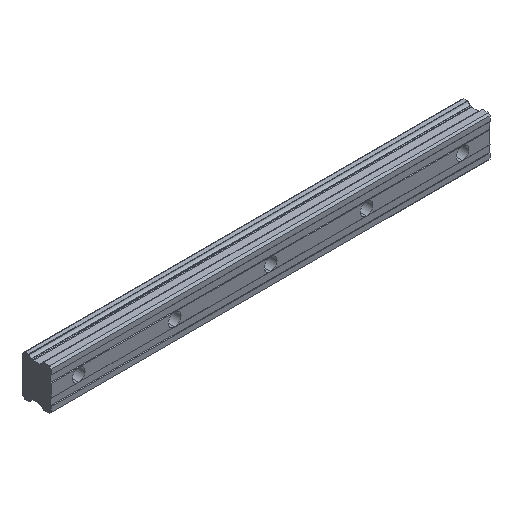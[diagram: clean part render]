
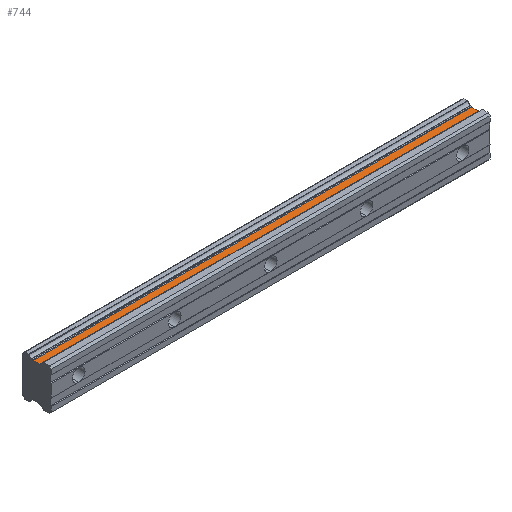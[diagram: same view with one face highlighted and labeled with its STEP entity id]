
A CAD part, isometric view. The second image highlights one B-rep face of the part: STEP entity #744.
In plain terms, the highlighted planar face has unit normal (0, 0, 1).
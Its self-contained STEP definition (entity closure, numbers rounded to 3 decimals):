
#49 = VECTOR ( 'NONE', #1271, 1000. ) ;
#102 = CARTESIAN_POINT ( 'NONE',  ( -30., 12.664, 18.75 ) ) ;
#113 = CARTESIAN_POINT ( 'NONE',  ( 450., 19.939, 18.75 ) ) ;
#234 = VERTEX_POINT ( 'NONE', #619 ) ;
#305 = CARTESIAN_POINT ( 'NONE',  ( 450., 19.939, 18.75 ) ) ;
#343 = DIRECTION ( 'NONE',  ( 1., 0., 0. ) ) ;
#518 = VERTEX_POINT ( 'NONE', #102 ) ;
#605 = DIRECTION ( 'NONE',  ( 0., -1., 0. ) ) ;
#619 = CARTESIAN_POINT ( 'NONE',  ( 450., 12.664, 18.75 ) ) ;
#703 = AXIS2_PLACEMENT_3D ( 'NONE', #305, #2361, #2144 ) ;
#707 = FACE_OUTER_BOUND ( 'NONE', #1990, .T. ) ;
#716 = EDGE_CURVE ( 'NONE', #2224, #1647, #1792, .T. ) ;
#744 = ADVANCED_FACE ( 'NONE', ( #707 ), #1608, .F. ) ;
#927 = DIRECTION ( 'NONE',  ( 0., -1., 0. ) ) ;
#1002 = LINE ( 'NONE', #2096, #1592 ) ;
#1133 = EDGE_CURVE ( 'NONE', #1647, #234, #1851, .T. ) ;
#1175 = CARTESIAN_POINT ( 'NONE',  ( 450., 19.939, 18.75 ) ) ;
#1179 = ORIENTED_EDGE ( 'NONE', *, *, #716, .F. ) ;
#1271 = DIRECTION ( 'NONE',  ( -1., 0., 0. ) ) ;
#1366 = ORIENTED_EDGE ( 'NONE', *, *, #1587, .T. ) ;
#1429 = EDGE_CURVE ( 'NONE', #234, #518, #1815, .T. ) ;
#1587 = EDGE_CURVE ( 'NONE', #2224, #518, #1002, .T. ) ;
#1592 = VECTOR ( 'NONE', #605, 1000. ) ;
#1608 = PLANE ( 'NONE',  #703 ) ;
#1617 = CARTESIAN_POINT ( 'NONE',  ( 450., 12.664, 18.75 ) ) ;
#1637 = ORIENTED_EDGE ( 'NONE', *, *, #1429, .F. ) ;
#1647 = VERTEX_POINT ( 'NONE', #1175 ) ;
#1657 = CARTESIAN_POINT ( 'NONE',  ( -30., 19.939, 18.75 ) ) ;
#1792 = LINE ( 'NONE', #113, #1856 ) ;
#1815 = LINE ( 'NONE', #1617, #49 ) ;
#1829 = VECTOR ( 'NONE', #927, 1000. ) ;
#1851 = LINE ( 'NONE', #2045, #1829 ) ;
#1856 = VECTOR ( 'NONE', #343, 1000. ) ;
#1880 = ORIENTED_EDGE ( 'NONE', *, *, #1133, .F. ) ;
#1990 = EDGE_LOOP ( 'NONE', ( #1637, #1880, #1179, #1366 ) ) ;
#2045 = CARTESIAN_POINT ( 'NONE',  ( 450., 24.422, 18.75 ) ) ;
#2096 = CARTESIAN_POINT ( 'NONE',  ( -30., 24.422, 18.75 ) ) ;
#2144 = DIRECTION ( 'NONE',  ( 0., 1., 0. ) ) ;
#2224 = VERTEX_POINT ( 'NONE', #1657 ) ;
#2361 = DIRECTION ( 'NONE',  ( 0., 0., -1. ) ) ;
